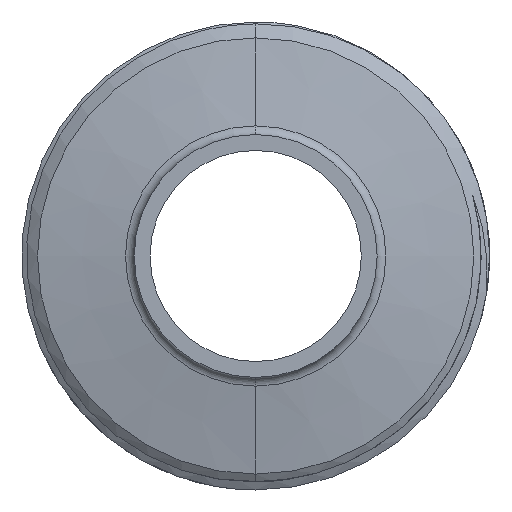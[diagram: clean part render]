
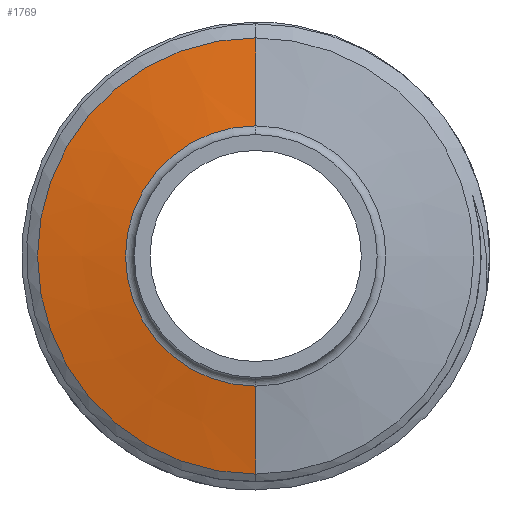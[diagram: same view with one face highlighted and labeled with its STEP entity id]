
A CAD part, left-side view. The second image highlights one B-rep face of the part: STEP entity #1769.
In plain terms, the highlighted conical face has half-angle 80 degrees and reference radius 20.659 mm.
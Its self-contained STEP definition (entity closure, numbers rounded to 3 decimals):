
#16 = DIRECTION ( 'NONE',  ( 0.174, 0., -0.985 ) ) ;
#28 = DIRECTION ( 'NONE',  ( 0.174, 0., 0.985 ) ) ;
#36 = CIRCLE ( 'NONE', #381, 12.326 ) ;
#240 = ORIENTED_EDGE ( 'NONE', *, *, #297, .F. ) ;
#297 = EDGE_CURVE ( 'NONE', #2010, #2596, #36, .T. ) ;
#381 = AXIS2_PLACEMENT_3D ( 'NONE', #1892, #2499, #2527 ) ;
#401 = CIRCLE ( 'NONE', #2429, 20.659 ) ;
#466 = DIRECTION ( 'NONE',  ( -1., 0., 0. ) ) ;
#716 = VERTEX_POINT ( 'NONE', #2053 ) ;
#883 = DIRECTION ( 'NONE',  ( 0., 0., 1. ) ) ;
#985 = ORIENTED_EDGE ( 'NONE', *, *, #1925, .T. ) ;
#1011 = FACE_OUTER_BOUND ( 'NONE', #1896, .T. ) ;
#1104 = LINE ( 'NONE', #1918, #2223 ) ;
#1121 = VERTEX_POINT ( 'NONE', #1697 ) ;
#1250 = CARTESIAN_POINT ( 'NONE',  ( 4.06, -8.406, -20.659 ) ) ;
#1410 = VECTOR ( 'NONE', #16, 1000. ) ;
#1491 = CARTESIAN_POINT ( 'NONE',  ( 2.59, -8.406, -12.326 ) ) ;
#1640 = LINE ( 'NONE', #1250, #1410 ) ;
#1697 = CARTESIAN_POINT ( 'NONE',  ( 4.06, -8.406, -20.659 ) ) ;
#1732 = AXIS2_PLACEMENT_3D ( 'NONE', #2043, #1867, #2504 ) ;
#1747 = CARTESIAN_POINT ( 'NONE',  ( 2.59, -8.406, 12.326 ) ) ;
#1769 = ADVANCED_FACE ( 'NONE', ( #1011 ), #2007, .T. ) ;
#1867 = DIRECTION ( 'NONE',  ( 1., 0., 0. ) ) ;
#1892 = CARTESIAN_POINT ( 'NONE',  ( 2.59, -8.406, 0. ) ) ;
#1896 = EDGE_LOOP ( 'NONE', ( #240, #985, #2543, #2637 ) ) ;
#1918 = CARTESIAN_POINT ( 'NONE',  ( 4.06, -8.406, 20.659 ) ) ;
#1925 = EDGE_CURVE ( 'NONE', #2010, #716, #1104, .T. ) ;
#2007 = CONICAL_SURFACE ( 'NONE', #1732, 20.659, 1.396 ) ;
#2010 = VERTEX_POINT ( 'NONE', #1747 ) ;
#2043 = CARTESIAN_POINT ( 'NONE',  ( 4.06, -8.406, 0. ) ) ;
#2053 = CARTESIAN_POINT ( 'NONE',  ( 4.06, -8.406, 20.659 ) ) ;
#2223 = VECTOR ( 'NONE', #28, 1000. ) ;
#2360 = CARTESIAN_POINT ( 'NONE',  ( 4.06, -8.406, 0. ) ) ;
#2429 = AXIS2_PLACEMENT_3D ( 'NONE', #2360, #466, #883 ) ;
#2499 = DIRECTION ( 'NONE',  ( -1., 0., 0. ) ) ;
#2504 = DIRECTION ( 'NONE',  ( 0., 0., -1. ) ) ;
#2527 = DIRECTION ( 'NONE',  ( 0., 0., 1. ) ) ;
#2543 = ORIENTED_EDGE ( 'NONE', *, *, #2631, .T. ) ;
#2596 = VERTEX_POINT ( 'NONE', #1491 ) ;
#2631 = EDGE_CURVE ( 'NONE', #716, #1121, #401, .T. ) ;
#2637 = ORIENTED_EDGE ( 'NONE', *, *, #2660, .F. ) ;
#2660 = EDGE_CURVE ( 'NONE', #2596, #1121, #1640, .T. ) ;
